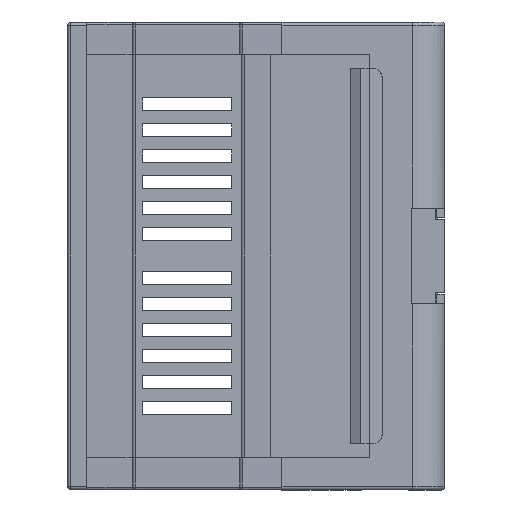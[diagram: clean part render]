
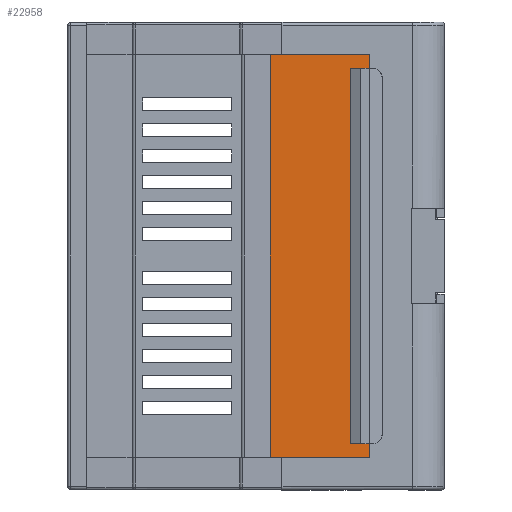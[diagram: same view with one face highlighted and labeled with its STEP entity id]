
A CAD part, left-side view. The second image highlights one B-rep face of the part: STEP entity #22958.
In plain terms, the highlighted planar face has unit normal (-1, 0, 0).
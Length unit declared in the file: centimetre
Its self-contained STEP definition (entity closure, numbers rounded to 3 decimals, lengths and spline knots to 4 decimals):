
#149 = VECTOR ( 'NONE', #13805, 100. ) ;
#412 = CARTESIAN_POINT ( 'NONE',  ( -4.4702, 1.5192, -6.7 ) ) ;
#1151 = VECTOR ( 'NONE', #8639, 100. ) ;
#1919 = CARTESIAN_POINT ( 'NONE',  ( -4.4702, 0., -6.49 ) ) ;
#2684 = CARTESIAN_POINT ( 'NONE',  ( -4.4702, 0.2822, -0.71 ) ) ;
#3106 = EDGE_CURVE ( 'NONE', #24327, #10822, #7888, .T. ) ;
#4685 = CARTESIAN_POINT ( 'NONE',  ( -4.4702, 0., -0.71 ) ) ;
#4763 = EDGE_CURVE ( 'NONE', #12836, #20330, #28471, .T. ) ;
#5011 = LINE ( 'NONE', #17381, #30023 ) ;
#5261 = EDGE_CURVE ( 'NONE', #17223, #12836, #20462, .T. ) ;
#5727 = ORIENTED_EDGE ( 'NONE', *, *, #22057, .F. ) ;
#6010 = DIRECTION ( 'NONE',  ( 0., 1., 0. ) ) ;
#6190 = DIRECTION ( 'NONE',  ( 0., 1., 0. ) ) ;
#6267 = EDGE_CURVE ( 'NONE', #21177, #24327, #5011, .T. ) ;
#6406 = CARTESIAN_POINT ( 'NONE',  ( -4.4702, 0., -8.821 ) ) ;
#6443 = DIRECTION ( 'NONE',  ( 0., 0., 1. ) ) ;
#6483 = EDGE_CURVE ( 'NONE', #11394, #27189, #9323, .T. ) ;
#7008 = ORIENTED_EDGE ( 'NONE', *, *, #30070, .F. ) ;
#7789 = VECTOR ( 'NONE', #24432, 100. ) ;
#7888 = LINE ( 'NONE', #19739, #8935 ) ;
#8114 = ORIENTED_EDGE ( 'NONE', *, *, #4763, .F. ) ;
#8639 = DIRECTION ( 'NONE',  ( 0., 1., 0. ) ) ;
#8667 = DIRECTION ( 'NONE',  ( 0., 0., -1. ) ) ;
#8674 = LINE ( 'NONE', #15792, #9053 ) ;
#8732 = DIRECTION ( 'NONE',  ( 1., 0., 0. ) ) ;
#8935 = VECTOR ( 'NONE', #24608, 100. ) ;
#9053 = VECTOR ( 'NONE', #6190, 100. ) ;
#9223 = VECTOR ( 'NONE', #8667, 100. ) ;
#9323 = LINE ( 'NONE', #27685, #17318 ) ;
#9795 = ORIENTED_EDGE ( 'NONE', *, *, #5261, .F. ) ;
#10822 = VERTEX_POINT ( 'NONE', #24044 ) ;
#10952 = CARTESIAN_POINT ( 'NONE',  ( -4.4702, 1.5192, -8.821 ) ) ;
#10981 = FACE_OUTER_BOUND ( 'NONE', #19817, .T. ) ;
#11394 = VERTEX_POINT ( 'NONE', #1919 ) ;
#11578 = ORIENTED_EDGE ( 'NONE', *, *, #6483, .F. ) ;
#12379 = EDGE_CURVE ( 'NONE', #17223, #21177, #24113, .T. ) ;
#12836 = VERTEX_POINT ( 'NONE', #2684 ) ;
#13406 = CARTESIAN_POINT ( 'NONE',  ( -4.4702, 0., -6.7 ) ) ;
#13570 = ORIENTED_EDGE ( 'NONE', *, *, #3106, .T. ) ;
#13596 = DIRECTION ( 'NONE',  ( 0., 0., -1. ) ) ;
#13672 = CARTESIAN_POINT ( 'NONE',  ( -4.4702, 0.2822, -6.49 ) ) ;
#13708 = VERTEX_POINT ( 'NONE', #25922 ) ;
#13805 = DIRECTION ( 'NONE',  ( 0., 1., 0. ) ) ;
#14959 = VECTOR ( 'NONE', #21060, 100. ) ;
#15792 = CARTESIAN_POINT ( 'NONE',  ( -4.4702, 0., -6.7 ) ) ;
#15865 = CARTESIAN_POINT ( 'NONE',  ( -4.4702, 0., -8.821 ) ) ;
#15942 = EDGE_CURVE ( 'NONE', #13708, #29062, #8674, .T. ) ;
#16279 = ORIENTED_EDGE ( 'NONE', *, *, #29568, .T. ) ;
#17223 = VERTEX_POINT ( 'NONE', #4685 ) ;
#17318 = VECTOR ( 'NONE', #13596, 100. ) ;
#17381 = CARTESIAN_POINT ( 'NONE',  ( -4.4702, 0., -0.5 ) ) ;
#17415 = ORIENTED_EDGE ( 'NONE', *, *, #12379, .T. ) ;
#18235 = CARTESIAN_POINT ( 'NONE',  ( -4.4702, 0., -6.49 ) ) ;
#18802 = CARTESIAN_POINT ( 'NONE',  ( -4.4702, 0., -0.5 ) ) ;
#19739 = CARTESIAN_POINT ( 'NONE',  ( -4.4702, 0., -0.5 ) ) ;
#19817 = EDGE_LOOP ( 'NONE', ( #5727, #20409, #7008, #11578, #16279, #8114, #9795, #17415, #30007, #13570 ) ) ;
#20229 = CARTESIAN_POINT ( 'NONE',  ( -4.4702, 0.2822, -0.0086 ) ) ;
#20295 = PLANE ( 'NONE',  #21041 ) ;
#20330 = VERTEX_POINT ( 'NONE', #13672 ) ;
#20409 = ORIENTED_EDGE ( 'NONE', *, *, #15942, .F. ) ;
#20462 = LINE ( 'NONE', #30029, #149 ) ;
#20818 = LINE ( 'NONE', #10952, #7789 ) ;
#21041 = AXIS2_PLACEMENT_3D ( 'NONE', #6406, #8732, #27277 ) ;
#21060 = DIRECTION ( 'NONE',  ( 0., 1., 0. ) ) ;
#21177 = VERTEX_POINT ( 'NONE', #18802 ) ;
#22057 = EDGE_CURVE ( 'NONE', #29062, #10822, #20818, .T. ) ;
#22958 = ADVANCED_FACE ( 'NONE', ( #10981 ), #20295, .F. ) ;
#24044 = CARTESIAN_POINT ( 'NONE',  ( -4.4702, 1.5192, -0.5 ) ) ;
#24113 = LINE ( 'NONE', #15865, #24450 ) ;
#24327 = VERTEX_POINT ( 'NONE', #26056 ) ;
#24432 = DIRECTION ( 'NONE',  ( 0., 0., 1. ) ) ;
#24450 = VECTOR ( 'NONE', #6443, 100. ) ;
#24608 = DIRECTION ( 'NONE',  ( 0., 1., 0. ) ) ;
#25761 = CARTESIAN_POINT ( 'NONE',  ( -4.4702, 0., -6.7 ) ) ;
#25922 = CARTESIAN_POINT ( 'NONE',  ( -4.4702, 1.3392, -6.7 ) ) ;
#26056 = CARTESIAN_POINT ( 'NONE',  ( -4.4702, 1.3392, -0.5 ) ) ;
#27189 = VERTEX_POINT ( 'NONE', #25761 ) ;
#27277 = DIRECTION ( 'NONE',  ( 0., 0., -1. ) ) ;
#27685 = CARTESIAN_POINT ( 'NONE',  ( -4.4702, 0., 1.621 ) ) ;
#28346 = LINE ( 'NONE', #13406, #1151 ) ;
#28471 = LINE ( 'NONE', #20229, #9223 ) ;
#29062 = VERTEX_POINT ( 'NONE', #412 ) ;
#29106 = LINE ( 'NONE', #18235, #14959 ) ;
#29568 = EDGE_CURVE ( 'NONE', #11394, #20330, #29106, .T. ) ;
#30007 = ORIENTED_EDGE ( 'NONE', *, *, #6267, .T. ) ;
#30023 = VECTOR ( 'NONE', #6010, 100. ) ;
#30029 = CARTESIAN_POINT ( 'NONE',  ( -4.4702, 0., -0.71 ) ) ;
#30070 = EDGE_CURVE ( 'NONE', #27189, #13708, #28346, .T. ) ;
